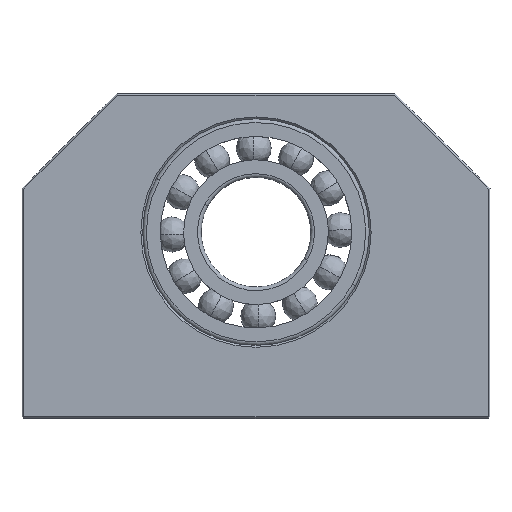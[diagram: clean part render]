
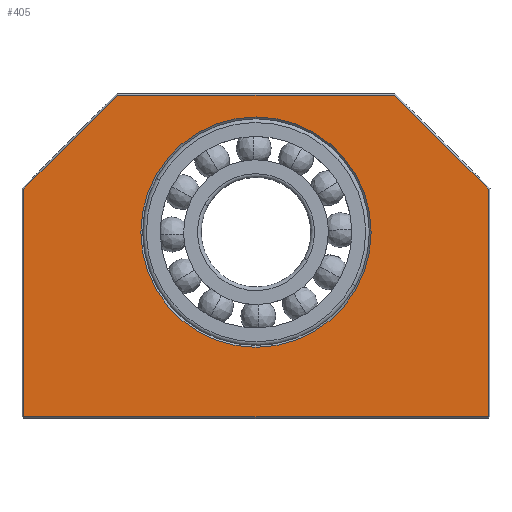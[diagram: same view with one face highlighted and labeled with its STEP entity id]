
A CAD part, top view. The second image highlights one B-rep face of the part: STEP entity #405.
In plain terms, the highlighted planar face has unit normal (0, 0, 1).
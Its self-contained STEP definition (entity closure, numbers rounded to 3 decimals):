
#126 = CARTESIAN_POINT ( 'NONE',  ( 0., 51., 32. ) ) ;
#191 = DIRECTION ( 'NONE',  ( -0.707, 0.707, 0. ) ) ;
#205 = CIRCLE ( 'NONE', #2618, 31.5 ) ;
#234 = ORIENTED_EDGE ( 'NONE', *, *, #1541, .F. ) ;
#355 = CARTESIAN_POINT ( 'NONE',  ( 63.5, 44.5, 32. ) ) ;
#405 = ADVANCED_FACE ( 'NONE', ( #13758, #10141 ), #10356, .T. ) ;
#536 = CARTESIAN_POINT ( 'NONE',  ( -37.793, 88.5, 32. ) ) ;
#543 = CARTESIAN_POINT ( 'NONE',  ( 0., 51., 32. ) ) ;
#1484 = DIRECTION ( 'NONE',  ( 0., -1., 0. ) ) ;
#1541 = EDGE_CURVE ( 'NONE', #14657, #13734, #205, .T. ) ;
#1782 = CARTESIAN_POINT ( 'NONE',  ( 63.5, 62.793, 32. ) ) ;
#1939 = LINE ( 'NONE', #355, #8034 ) ;
#2343 = CARTESIAN_POINT ( 'NONE',  ( 63.5, 62.793, 32. ) ) ;
#2618 = AXIS2_PLACEMENT_3D ( 'NONE', #543, #12920, #11320 ) ;
#2826 = VERTEX_POINT ( 'NONE', #13936 ) ;
#3077 = CARTESIAN_POINT ( 'NONE',  ( -63.5, 44.5, 32. ) ) ;
#3078 = CARTESIAN_POINT ( 'NONE',  ( 31.5, 51., 32. ) ) ;
#3381 = LINE ( 'NONE', #1782, #15398 ) ;
#3531 = EDGE_CURVE ( 'NONE', #2826, #10676, #14220, .T. ) ;
#4177 = EDGE_CURVE ( 'NONE', #6526, #11070, #4662, .T. ) ;
#4200 = EDGE_CURVE ( 'NONE', #11070, #9813, #11056, .T. ) ;
#4371 = AXIS2_PLACEMENT_3D ( 'NONE', #126, #14119, #12519 ) ;
#4662 = LINE ( 'NONE', #3077, #5321 ) ;
#5223 = ORIENTED_EDGE ( 'NONE', *, *, #7521, .T. ) ;
#5321 = VECTOR ( 'NONE', #1484, 1000. ) ;
#5561 = DIRECTION ( 'NONE',  ( 1., 0., 0. ) ) ;
#5815 = DIRECTION ( 'NONE',  ( -0.707, -0.707, 0. ) ) ;
#5899 = EDGE_CURVE ( 'NONE', #13734, #14657, #10186, .T. ) ;
#6336 = EDGE_LOOP ( 'NONE', ( #5223, #8128, #11983, #11045, #11133, #14190 ) ) ;
#6495 = EDGE_CURVE ( 'NONE', #10676, #6526, #10622, .T. ) ;
#6526 = VERTEX_POINT ( 'NONE', #9859 ) ;
#7146 = DIRECTION ( 'NONE',  ( 0., 0., 1. ) ) ;
#7421 = CARTESIAN_POINT ( 'NONE',  ( -37.793, 88.5, 32. ) ) ;
#7521 = EDGE_CURVE ( 'NONE', #8266, #2826, #3381, .T. ) ;
#7903 = ORIENTED_EDGE ( 'NONE', *, *, #5899, .F. ) ;
#8034 = VECTOR ( 'NONE', #14329, 1000. ) ;
#8128 = ORIENTED_EDGE ( 'NONE', *, *, #3531, .T. ) ;
#8266 = VERTEX_POINT ( 'NONE', #2343 ) ;
#8395 = CARTESIAN_POINT ( 'NONE',  ( -63.5, 0.5, 32. ) ) ;
#8759 = CARTESIAN_POINT ( 'NONE',  ( -63.5, 0.5, 32. ) ) ;
#9428 = DIRECTION ( 'NONE',  ( -1., 0., 0. ) ) ;
#9647 = VECTOR ( 'NONE', #12268, 1000. ) ;
#9779 = VECTOR ( 'NONE', #5815, 1000. ) ;
#9813 = VERTEX_POINT ( 'NONE', #13230 ) ;
#9859 = CARTESIAN_POINT ( 'NONE',  ( -63.5, 62.793, 32. ) ) ;
#10141 = FACE_OUTER_BOUND ( 'NONE', #6336, .T. ) ;
#10186 = CIRCLE ( 'NONE', #4371, 31.5 ) ;
#10189 = EDGE_CURVE ( 'NONE', #9813, #8266, #1939, .T. ) ;
#10356 = PLANE ( 'NONE',  #14205 ) ;
#10622 = LINE ( 'NONE', #7421, #9779 ) ;
#10676 = VERTEX_POINT ( 'NONE', #536 ) ;
#11035 = CARTESIAN_POINT ( 'NONE',  ( 0., 88.5, 32. ) ) ;
#11045 = ORIENTED_EDGE ( 'NONE', *, *, #4177, .T. ) ;
#11056 = LINE ( 'NONE', #13878, #9647 ) ;
#11070 = VERTEX_POINT ( 'NONE', #8395 ) ;
#11133 = ORIENTED_EDGE ( 'NONE', *, *, #4200, .T. ) ;
#11320 = DIRECTION ( 'NONE',  ( 1., 0., 0. ) ) ;
#11983 = ORIENTED_EDGE ( 'NONE', *, *, #6495, .T. ) ;
#12268 = DIRECTION ( 'NONE',  ( 1., 0., 0. ) ) ;
#12519 = DIRECTION ( 'NONE',  ( 1., 0., 0. ) ) ;
#12920 = DIRECTION ( 'NONE',  ( 0., 0., 1. ) ) ;
#12956 = EDGE_LOOP ( 'NONE', ( #7903, #234 ) ) ;
#13230 = CARTESIAN_POINT ( 'NONE',  ( 63.5, 0.5, 32. ) ) ;
#13734 = VERTEX_POINT ( 'NONE', #3078 ) ;
#13758 = FACE_BOUND ( 'NONE', #12956, .T. ) ;
#13819 = CARTESIAN_POINT ( 'NONE',  ( -31.5, 51., 32. ) ) ;
#13878 = CARTESIAN_POINT ( 'NONE',  ( 0., 0.5, 32. ) ) ;
#13936 = CARTESIAN_POINT ( 'NONE',  ( 37.793, 88.5, 32. ) ) ;
#14119 = DIRECTION ( 'NONE',  ( 0., 0., 1. ) ) ;
#14190 = ORIENTED_EDGE ( 'NONE', *, *, #10189, .T. ) ;
#14205 = AXIS2_PLACEMENT_3D ( 'NONE', #8759, #7146, #5561 ) ;
#14220 = LINE ( 'NONE', #11035, #14903 ) ;
#14329 = DIRECTION ( 'NONE',  ( 0., 1., 0. ) ) ;
#14657 = VERTEX_POINT ( 'NONE', #13819 ) ;
#14903 = VECTOR ( 'NONE', #9428, 1000. ) ;
#15398 = VECTOR ( 'NONE', #191, 1000. ) ;
